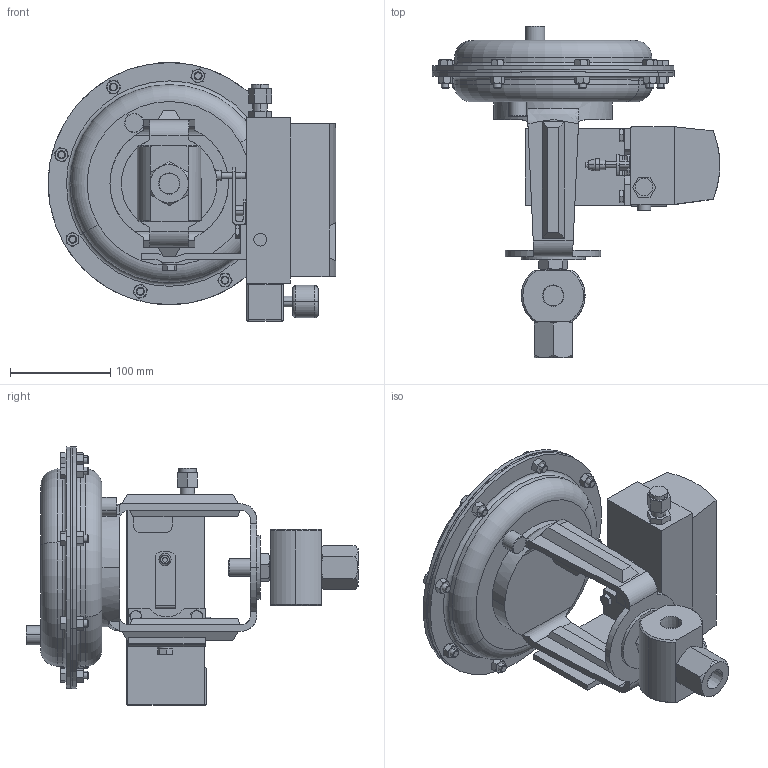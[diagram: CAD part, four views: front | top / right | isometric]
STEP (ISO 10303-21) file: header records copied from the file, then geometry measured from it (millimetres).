
FILE_DESCRIPTION (( 'STEP AP203' ), '1' );
FILE_NAME ('8000TSP-050-CB+SB-PT-35M-16IQ.step', '2017-09-20T12:13:58', ( '' ), ( '' ), 'SwSTEP 2.0', 'SolidWorks 2014', '' );
FILE_SCHEMA (( 'CONFIG_CONTROL_DESIGN' ));
Length unit declared in the file: inch
Products named in the file (1): 8000TSP-050-CB+SB-PT-35M-16IQ
Bounding box: 286.74 x 330.78 x 258.03 mm (x, y, z)
Volume: 4324032.8 mm3; surface area: 557990.1 mm2
Topology: 34 solids, 34 shells, 688 faces, 1518 edges, 929 vertices
Faces by surface type: plane 327, cone 215, cylinder 122, torus 18, bspline 4, sphere 2
Entity records: 20463 total; most frequent: CARTESIAN_POINT 5762, ORIENTED_EDGE 3028, DIRECTION 2968, EDGE_CURVE 1514, AXIS2_PLACEMENT_3D 1167, VERTEX_POINT 929, EDGE_LOOP 727, FACE_OUTER_BOUND 688
